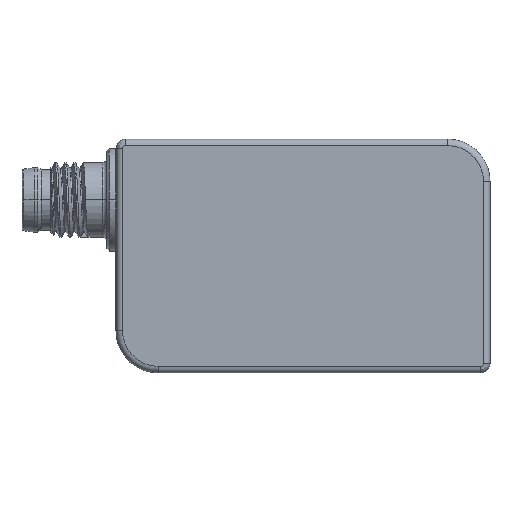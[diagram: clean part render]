
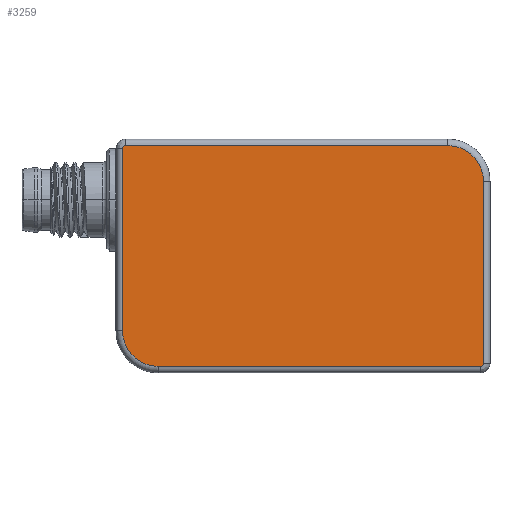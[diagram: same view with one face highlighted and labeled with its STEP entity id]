
A CAD part, front view. The second image highlights one B-rep face of the part: STEP entity #3259.
In plain terms, the highlighted planar face has unit normal (0, -1, 0).
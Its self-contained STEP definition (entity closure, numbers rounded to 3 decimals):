
#84=CARTESIAN_POINT('',(35.5,0.,-4.5));
#85=DIRECTION('',(0.,-1.,0.));
#86=DIRECTION('',(1.,0.,0.));
#87=AXIS2_PLACEMENT_3D('',#84,#85,#86);
#99=DIRECTION('',(-1.,0.,0.));
#100=VECTOR('',#99,34.5);
#101=CARTESIAN_POINT('',(35.5,0.,-0.7));
#102=LINE('',#101,#100);
#112=CARTESIAN_POINT('',(1.,0.,-1.));
#113=DIRECTION('',(0.,-1.,0.));
#114=DIRECTION('',(0.,0.,1.));
#115=AXIS2_PLACEMENT_3D('',#112,#113,#114);
#140=DIRECTION('',(0.,0.,-1.));
#141=VECTOR('',#140,19.5);
#142=CARTESIAN_POINT('',(0.7,0.,-1.));
#143=LINE('',#142,#141);
#291=CARTESIAN_POINT('',(39.,0.,-24.));
#292=DIRECTION('',(0.,-1.,0.));
#293=DIRECTION('',(0.,0.,-1.));
#294=AXIS2_PLACEMENT_3D('',#291,#292,#293);
#306=DIRECTION('',(0.,0.,1.));
#307=VECTOR('',#306,19.5);
#308=CARTESIAN_POINT('',(39.3,0.,-24.));
#309=LINE('',#308,#307);
#678=DIRECTION('',(1.,0.,0.));
#679=VECTOR('',#678,34.5);
#680=CARTESIAN_POINT('',(4.5,0.,-24.3));
#681=LINE('',#680,#679);
#704=CARTESIAN_POINT('',(4.5,0.,-20.5));
#705=DIRECTION('',(0.,-1.,0.));
#706=DIRECTION('',(-1.,0.,0.));
#707=AXIS2_PLACEMENT_3D('',#704,#705,#706);
#2860=CARTESIAN_POINT('',(39.3,0.,-4.5));
#2861=CARTESIAN_POINT('',(35.5,0.,-0.7));
#2862=VERTEX_POINT('',#2860);
#2863=VERTEX_POINT('',#2861);
#2868=CARTESIAN_POINT('',(1.,0.,-0.7));
#2869=VERTEX_POINT('',#2868);
#2872=CARTESIAN_POINT('',(0.7,0.,-1.));
#2873=VERTEX_POINT('',#2872);
#2876=CARTESIAN_POINT('',(0.7,0.,-20.5));
#2877=VERTEX_POINT('',#2876);
#2878=CARTESIAN_POINT('',(4.5,0.,-24.3));
#2879=VERTEX_POINT('',#2878);
#2884=CARTESIAN_POINT('',(39.,0.,-24.3));
#2885=VERTEX_POINT('',#2884);
#2888=CARTESIAN_POINT('',(39.3,0.,-24.));
#2889=VERTEX_POINT('',#2888);
#3236=CARTESIAN_POINT('',(0.,0.,0.));
#3237=DIRECTION('',(0.,1.,0.));
#3238=DIRECTION('',(1.,0.,0.));
#3239=AXIS2_PLACEMENT_3D('',#3236,#3237,#3238);
#3240=PLANE('',#3239);
#3242=ORIENTED_EDGE('',*,*,#3241,.F.);
#3244=ORIENTED_EDGE('',*,*,#3243,.F.);
#3246=ORIENTED_EDGE('',*,*,#3245,.F.);
#3248=ORIENTED_EDGE('',*,*,#3247,.F.);
#3250=ORIENTED_EDGE('',*,*,#3249,.F.);
#3252=ORIENTED_EDGE('',*,*,#3251,.F.);
#3254=ORIENTED_EDGE('',*,*,#3253,.F.);
#3256=ORIENTED_EDGE('',*,*,#3255,.F.);
#3257=EDGE_LOOP('',(#3242,#3244,#3246,#3248,#3250,#3252,#3254,#3256));
#3258=FACE_OUTER_BOUND('',#3257,.F.);
#3259=ADVANCED_FACE('',(#3258),#3240,.F.);
#88=CIRCLE('',#87,3.8);
#116=CIRCLE('',#115,0.3);
#295=CIRCLE('',#294,0.3);
#708=CIRCLE('',#707,3.8);
#3241=EDGE_CURVE('',#2862,#2863,#88,.T.);
#3243=EDGE_CURVE('',#2889,#2862,#309,.T.);
#3245=EDGE_CURVE('',#2885,#2889,#295,.T.);
#3247=EDGE_CURVE('',#2879,#2885,#681,.T.);
#3249=EDGE_CURVE('',#2877,#2879,#708,.T.);
#3251=EDGE_CURVE('',#2873,#2877,#143,.T.);
#3253=EDGE_CURVE('',#2869,#2873,#116,.T.);
#3255=EDGE_CURVE('',#2863,#2869,#102,.T.);
